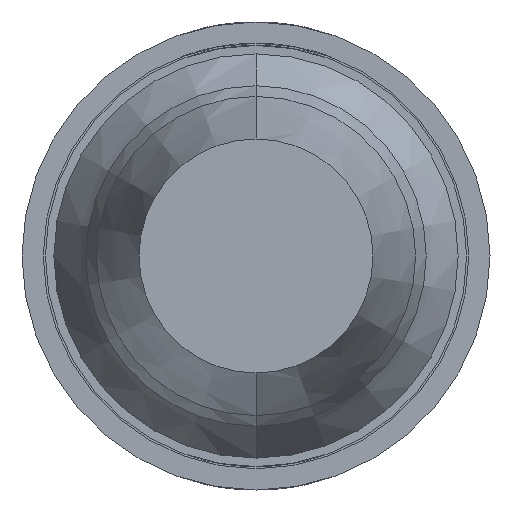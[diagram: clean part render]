
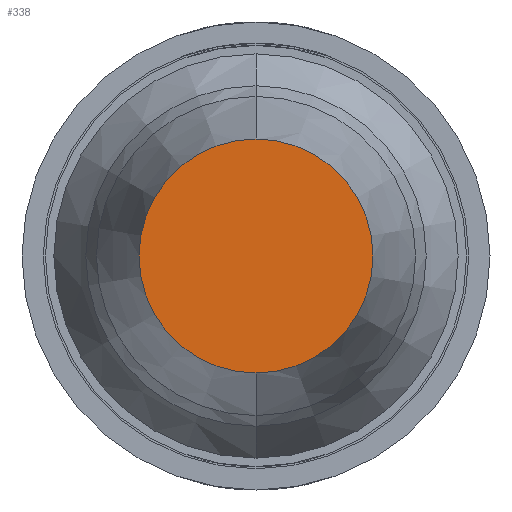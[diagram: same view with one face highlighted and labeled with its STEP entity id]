
A CAD part, front view. The second image highlights one B-rep face of the part: STEP entity #338.
In plain terms, the highlighted planar face has unit normal (0, -1, 0).
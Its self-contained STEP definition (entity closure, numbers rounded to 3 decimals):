
#244 = CIRCLE ( 'NONE', #3297, 0.55 ) ;
#325 = AXIS2_PLACEMENT_3D ( 'NONE', #4099, #3116, #6287 ) ;
#338 = ADVANCED_FACE ( 'Defeature ausgef�hrt1_47', ( #1217 ), #5179, .T. ) ;
#602 = VERTEX_POINT ( 'NONE', #5533 ) ;
#700 = EDGE_LOOP ( 'NONE', ( #2914, #5368 ) ) ;
#1217 = FACE_OUTER_BOUND ( 'NONE', #700, .T. ) ;
#1429 = CARTESIAN_POINT ( 'NONE',  ( -0.55, -39.2, 0. ) ) ;
#1904 = VERTEX_POINT ( 'NONE', #4736 ) ;
#1949 = DIRECTION ( 'NONE',  ( 0., -1., 0. ) ) ;
#2914 = ORIENTED_EDGE ( 'NONE', *, *, #6369, .F. ) ;
#3116 = DIRECTION ( 'NONE',  ( 0., 1., 0. ) ) ;
#3297 = AXIS2_PLACEMENT_3D ( 'NONE', #3305, #6054, #4975 ) ;
#3305 = CARTESIAN_POINT ( 'NONE',  ( 0., -39.2, 0. ) ) ;
#4099 = CARTESIAN_POINT ( 'NONE',  ( 0., -39.2, 0. ) ) ;
#4621 = DIRECTION ( 'NONE',  ( 0., 0., -1. ) ) ;
#4629 = CIRCLE ( 'NONE', #325, 0.55 ) ;
#4736 = CARTESIAN_POINT ( 'NONE',  ( 0., -39.2, -0.55 ) ) ;
#4975 = DIRECTION ( 'NONE',  ( 0., 0., 1. ) ) ;
#5083 = EDGE_CURVE ( 'Defeature ausgef�hrt1_46+Defeature ausgef�hrt1_47+Defeature ausgef�hrt1_47+Defeature ausgef�hrt1_47', #1904, #602, #4629, .T. ) ;
#5179 = PLANE ( 'NONE',  #5745 ) ;
#5368 = ORIENTED_EDGE ( 'NONE', *, *, #5083, .F. ) ;
#5533 = CARTESIAN_POINT ( 'NONE',  ( 0., -39.2, 0.55 ) ) ;
#5745 = AXIS2_PLACEMENT_3D ( 'NONE', #1429, #1949, #4621 ) ;
#6054 = DIRECTION ( 'NONE',  ( 0., 1., 0. ) ) ;
#6287 = DIRECTION ( 'NONE',  ( 0., 0., 1. ) ) ;
#6369 = EDGE_CURVE ( 'Defeature ausgef�hrt1_46+Defeature ausgef�hrt1_47+Defeature ausgef�hrt1_47+Defeature ausgef�hrt1_47', #602, #1904, #244, .T. ) ;
